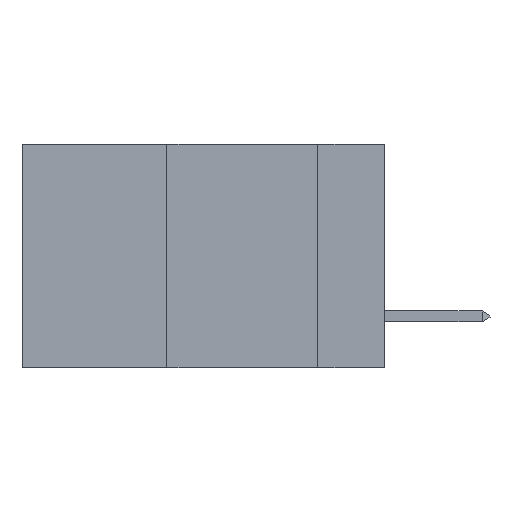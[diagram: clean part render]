
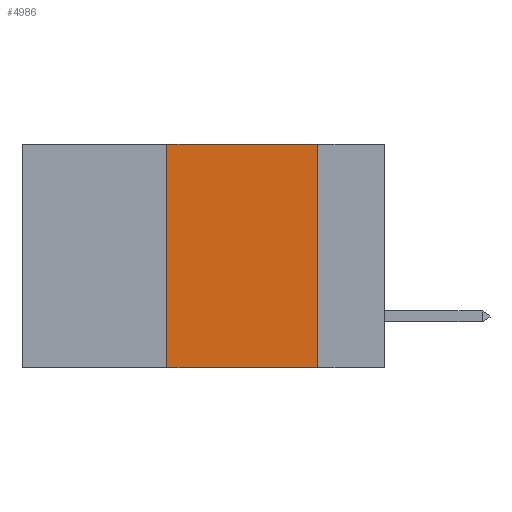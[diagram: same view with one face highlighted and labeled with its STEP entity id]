
A CAD part, left-side view. The second image highlights one B-rep face of the part: STEP entity #4986.
In plain terms, the highlighted planar face has unit normal (-1, 0, 0).
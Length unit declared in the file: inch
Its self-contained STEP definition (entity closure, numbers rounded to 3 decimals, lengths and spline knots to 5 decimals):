
#134 = VECTOR ( 'NONE', #10499, 39.37008 ) ;
#374 = FACE_OUTER_BOUND ( 'NONE', #15546, .T. ) ;
#679 = CARTESIAN_POINT ( 'NONE',  ( 0., 0.6, 0. ) ) ;
#922 = ORIENTED_EDGE ( 'NONE', *, *, #10160, .T. ) ;
#1348 = PLANE ( 'NONE',  #11325 ) ;
#1412 = LINE ( 'NONE', #11860, #12259 ) ;
#1846 = CARTESIAN_POINT ( 'NONE',  ( 0., 0.36, 0. ) ) ;
#2042 = LINE ( 'NONE', #679, #134 ) ;
#4986 = ADVANCED_FACE ( 'NONE', ( #374 ), #1348, .F. ) ;
#4996 = LINE ( 'NONE', #1846, #5943 ) ;
#5943 = VECTOR ( 'NONE', #10352, 39.37008 ) ;
#6654 = VERTEX_POINT ( 'NONE', #13458 ) ;
#6965 = EDGE_CURVE ( 'NONE', #9013, #6654, #2042, .T. ) ;
#6989 = VECTOR ( 'NONE', #12749, 39.37008 ) ;
#7087 = DIRECTION ( 'NONE',  ( 0., 0., -1. ) ) ;
#7924 = LINE ( 'NONE', #15058, #6989 ) ;
#9013 = VERTEX_POINT ( 'NONE', #9400 ) ;
#9332 = EDGE_CURVE ( 'NONE', #6654, #11831, #1412, .T. ) ;
#9400 = CARTESIAN_POINT ( 'NONE',  ( 0., 0.36, 0. ) ) ;
#9575 = CARTESIAN_POINT ( 'NONE',  ( 0., 0.36, -0.37 ) ) ;
#10160 = EDGE_CURVE ( 'NONE', #13696, #11831, #7924, .T. ) ;
#10352 = DIRECTION ( 'NONE',  ( 0., 0., 1. ) ) ;
#10499 = DIRECTION ( 'NONE',  ( 0., -1., 0. ) ) ;
#10780 = ORIENTED_EDGE ( 'NONE', *, *, #9332, .F. ) ;
#11325 = AXIS2_PLACEMENT_3D ( 'NONE', #14634, #12350, #12199 ) ;
#11831 = VERTEX_POINT ( 'NONE', #13227 ) ;
#11860 = CARTESIAN_POINT ( 'NONE',  ( 0., 0.11, 0. ) ) ;
#12112 = ORIENTED_EDGE ( 'NONE', *, *, #12277, .F. ) ;
#12199 = DIRECTION ( 'NONE',  ( 0., 0., -1. ) ) ;
#12259 = VECTOR ( 'NONE', #7087, 39.37008 ) ;
#12277 = EDGE_CURVE ( 'NONE', #13696, #9013, #4996, .T. ) ;
#12350 = DIRECTION ( 'NONE',  ( 1., 0., 0. ) ) ;
#12749 = DIRECTION ( 'NONE',  ( 0., -1., 0. ) ) ;
#13227 = CARTESIAN_POINT ( 'NONE',  ( 0., 0.11, -0.37 ) ) ;
#13458 = CARTESIAN_POINT ( 'NONE',  ( 0., 0.11, 0. ) ) ;
#13696 = VERTEX_POINT ( 'NONE', #9575 ) ;
#14227 = ORIENTED_EDGE ( 'NONE', *, *, #6965, .F. ) ;
#14634 = CARTESIAN_POINT ( 'NONE',  ( 0., 0.6, 0. ) ) ;
#15058 = CARTESIAN_POINT ( 'NONE',  ( 0., 0.6, -0.37 ) ) ;
#15546 = EDGE_LOOP ( 'NONE', ( #10780, #14227, #12112, #922 ) ) ;
